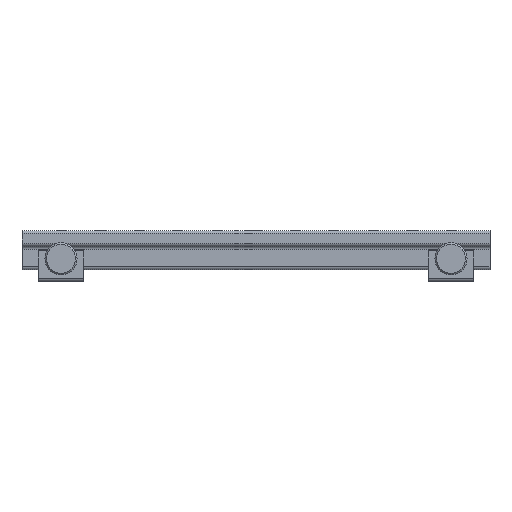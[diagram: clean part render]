
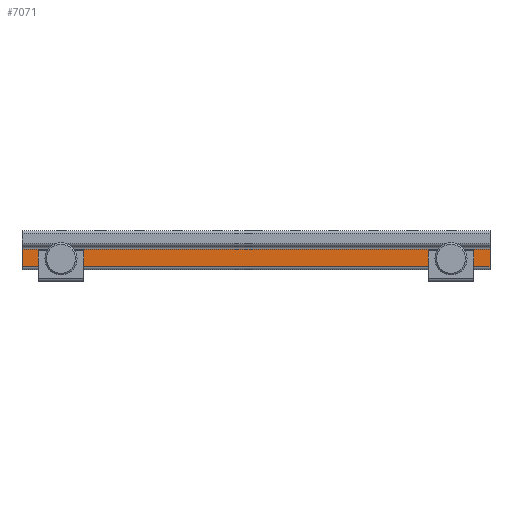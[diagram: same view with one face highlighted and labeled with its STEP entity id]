
A CAD part, left-side view. The second image highlights one B-rep face of the part: STEP entity #7071.
In plain terms, the highlighted planar face has unit normal (-1, 0, 0).
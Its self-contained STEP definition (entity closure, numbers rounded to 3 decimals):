
#414=LINE('',#11439,#555);
#415=LINE('',#11441,#556);
#416=LINE('',#11443,#557);
#417=LINE('',#11445,#558);
#418=LINE('',#11447,#559);
#419=LINE('',#11448,#560);
#555=VECTOR('',#8942,250.);
#556=VECTOR('',#8943,25.);
#557=VECTOR('',#8944,11.);
#558=VECTOR('',#8945,300.);
#559=VECTOR('',#8946,11.);
#560=VECTOR('',#8947,25.);
#716=PLANE('',#7683);
#979=FACE_BOUND('',#2049,.T.);
#980=FACE_BOUND('',#2050,.T.);
#1511=FACE_OUTER_BOUND('',#2048,.T.);
#2048=EDGE_LOOP('',(#4923,#4924,#4925,#4926,#4927,#4928));
#2049=EDGE_LOOP('',(#4929));
#2050=EDGE_LOOP('',(#4930));
#2997=CIRCLE('',#7591,5.);
#3004=CIRCLE('',#7600,5.);
#3538=VERTEX_POINT('',#11211);
#3546=VERTEX_POINT('',#11270);
#3589=VERTEX_POINT('',#11440);
#3590=VERTEX_POINT('',#11442);
#3591=VERTEX_POINT('',#11444);
#3592=VERTEX_POINT('',#11446);
#4151=EDGE_CURVE('',#3538,#3538,#2997,.T.);
#4159=EDGE_CURVE('',#3546,#3546,#3004,.T.);
#4202=EDGE_CURVE('',#3538,#3546,#414,.T.);
#4203=EDGE_CURVE('',#3589,#3538,#415,.T.);
#4204=EDGE_CURVE('',#3589,#3590,#416,.T.);
#4205=EDGE_CURVE('',#3591,#3590,#417,.T.);
#4206=EDGE_CURVE('',#3591,#3592,#418,.T.);
#4207=EDGE_CURVE('',#3592,#3546,#419,.T.);
#4923=ORIENTED_EDGE('',*,*,#4202,.F.);
#4924=ORIENTED_EDGE('',*,*,#4203,.F.);
#4925=ORIENTED_EDGE('',*,*,#4204,.T.);
#4926=ORIENTED_EDGE('',*,*,#4205,.F.);
#4927=ORIENTED_EDGE('',*,*,#4206,.T.);
#4928=ORIENTED_EDGE('',*,*,#4207,.T.);
#4929=ORIENTED_EDGE('',*,*,#4151,.T.);
#4930=ORIENTED_EDGE('',*,*,#4159,.T.);
#7071=ADVANCED_FACE('',(#1511,#979,#980),#716,.T.);
#7591=AXIS2_PLACEMENT_3D('',#11212,#8756,#8757);
#7600=AXIS2_PLACEMENT_3D('',#11271,#8774,#8775);
#7683=AXIS2_PLACEMENT_3D('',#11438,#8940,#8941);
#8756=DIRECTION('center_axis',(1.,0.,0.));
#8757=DIRECTION('ref_axis',(0.,0.,-1.));
#8774=DIRECTION('center_axis',(1.,0.,0.));
#8775=DIRECTION('ref_axis',(0.,0.,-1.));
#8940=DIRECTION('center_axis',(-1.,0.,0.));
#8941=DIRECTION('ref_axis',(0.,0.,1.));
#8942=DIRECTION('',(0.,1.,0.));
#8943=DIRECTION('',(0.,1.,0.));
#8944=DIRECTION('',(0.,0.,1.));
#8945=DIRECTION('',(0.,-1.,0.));
#8946=DIRECTION('',(0.,0.,-1.));
#8947=DIRECTION('',(0.,-1.,0.));
#11211=CARTESIAN_POINT('',(425.714,36.04,129.232));
#11212=CARTESIAN_POINT('Origin',(425.714,36.04,134.232));
#11270=CARTESIAN_POINT('',(425.714,286.04,129.232));
#11271=CARTESIAN_POINT('Origin',(425.714,286.04,134.232));
#11438=CARTESIAN_POINT('Origin',(425.714,36.04,129.232));
#11439=CARTESIAN_POINT('',(425.714,36.04,129.232));
#11440=CARTESIAN_POINT('',(425.714,11.04,129.232));
#11441=CARTESIAN_POINT('',(425.714,11.04,129.232));
#11442=CARTESIAN_POINT('',(425.714,11.04,140.232));
#11443=CARTESIAN_POINT('',(425.714,11.04,129.232));
#11444=CARTESIAN_POINT('',(425.714,311.04,140.232));
#11445=CARTESIAN_POINT('',(425.714,311.04,140.232));
#11446=CARTESIAN_POINT('',(425.714,311.04,129.232));
#11447=CARTESIAN_POINT('',(425.714,311.04,140.232));
#11448=CARTESIAN_POINT('',(425.714,311.04,129.232));
